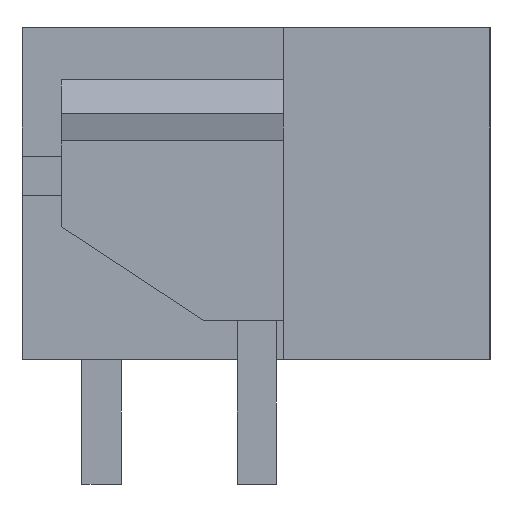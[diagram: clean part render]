
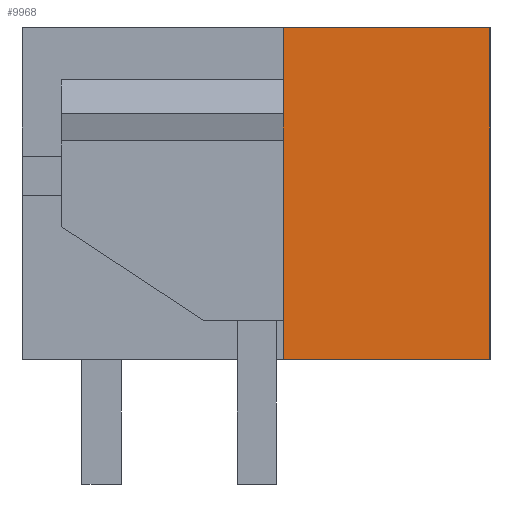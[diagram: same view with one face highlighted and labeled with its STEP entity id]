
A CAD part, left-side view. The second image highlights one B-rep face of the part: STEP entity #9968.
In plain terms, the highlighted planar face has unit normal (-1, 0, 0).
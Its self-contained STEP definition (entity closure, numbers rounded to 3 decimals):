
#9955=AXIS2_PLACEMENT_3D('Plane Axis2P3D',#9952,#9953,#9954) ;
#233=CARTESIAN_POINT('Vertex',(-40.28,-12.,3.2)) ;
#236=CARTESIAN_POINT('Line Origine',(-40.28,-9.35,3.2)) ;
#240=CARTESIAN_POINT('Vertex',(-40.28,-6.7,3.2)) ;
#1700=CARTESIAN_POINT('Vertex',(-40.28,-12.,11.7)) ;
#1703=CARTESIAN_POINT('Line Origine',(-40.28,-12.,7.45)) ;
#2999=CARTESIAN_POINT('Vertex',(-40.28,-6.7,11.7)) ;
#3002=CARTESIAN_POINT('Line Origine',(-40.28,-9.35,11.7)) ;
#9952=CARTESIAN_POINT('Axis2P3D Location',(-40.28,0.,11.7)) ;
#9957=CARTESIAN_POINT('Line Origine',(-40.28,-6.7,7.45)) ;
#237=DIRECTION('Vector Direction',(0.,-1.,0.)) ;
#1704=DIRECTION('Vector Direction',(0.,0.,-1.)) ;
#3003=DIRECTION('Vector Direction',(0.,-1.,0.)) ;
#9953=DIRECTION('Axis2P3D Direction',(-1.,0.,0.)) ;
#9954=DIRECTION('Axis2P3D XDirection',(0.,0.,-1.)) ;
#9958=DIRECTION('Vector Direction',(0.,0.,-1.)) ;
#238=VECTOR('Line Direction',#237,1.) ;
#1705=VECTOR('Line Direction',#1704,1.) ;
#3004=VECTOR('Line Direction',#3003,1.) ;
#9959=VECTOR('Line Direction',#9958,1.) ;
#9963=ORIENTED_EDGE('',*,*,#9961,.F.) ;
#9964=ORIENTED_EDGE('',*,*,#242,.T.) ;
#9965=ORIENTED_EDGE('',*,*,#1707,.F.) ;
#9966=ORIENTED_EDGE('',*,*,#3006,.F.) ;
#9968=ADVANCED_FACE('HOUSING',(#9967),#9956,.T.) ;
#242=EDGE_CURVE('',#241,#234,#239,.T.) ;
#1707=EDGE_CURVE('',#1701,#234,#1706,.T.) ;
#3006=EDGE_CURVE('',#3000,#1701,#3005,.T.) ;
#9961=EDGE_CURVE('',#241,#3000,#9960,.F.) ;
#9962=EDGE_LOOP('',(#9963,#9964,#9965,#9966)) ;
#9967=FACE_OUTER_BOUND('',#9962,.T.) ;
#239=LINE('Line',#236,#238) ;
#1706=LINE('Line',#1703,#1705) ;
#3005=LINE('Line',#3002,#3004) ;
#9960=LINE('Line',#9957,#9959) ;
#9956=PLANE('',#9955) ;
#234=VERTEX_POINT('',#233) ;
#241=VERTEX_POINT('',#240) ;
#1701=VERTEX_POINT('',#1700) ;
#3000=VERTEX_POINT('',#2999) ;
